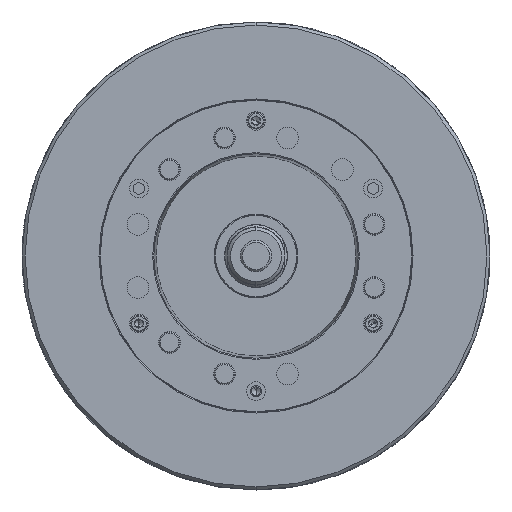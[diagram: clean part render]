
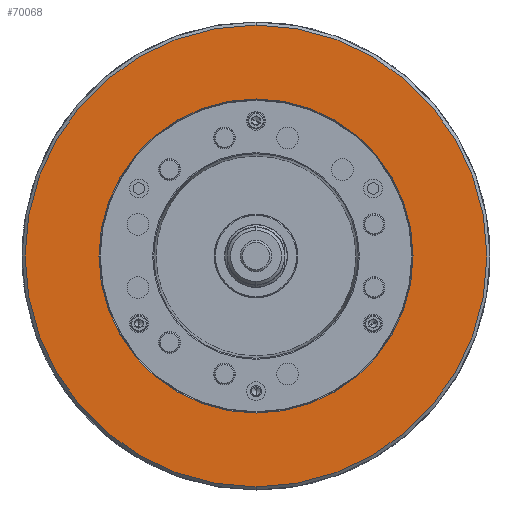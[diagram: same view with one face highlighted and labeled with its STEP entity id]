
A CAD part, left-side view. The second image highlights one B-rep face of the part: STEP entity #70068.
In plain terms, the highlighted planar face has unit normal (-1, 0, 0).
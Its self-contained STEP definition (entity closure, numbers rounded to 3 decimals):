
#2077 = AXIS2_PLACEMENT_3D ( 'NONE', #20546, #50529, #2700 ) ;
#2700 = DIRECTION ( 'NONE',  ( 0., 0., -1. ) ) ;
#4717 = CARTESIAN_POINT ( 'NONE',  ( -116., 0., 222. ) ) ;
#6738 = CARTESIAN_POINT ( 'NONE',  ( -116., 0., 0. ) ) ;
#10600 = EDGE_CURVE ( 'NONE', #22002, #28376, #39294, .T. ) ;
#12186 = DIRECTION ( 'NONE',  ( 0., 0., -1. ) ) ;
#14036 = DIRECTION ( 'NONE',  ( 0., 0., -1. ) ) ;
#14939 = AXIS2_PLACEMENT_3D ( 'NONE', #40959, #75924, #40186 ) ;
#14961 = CIRCLE ( 'NONE', #38682, 222. ) ;
#15809 = FACE_OUTER_BOUND ( 'NONE', #56594, .T. ) ;
#19939 = ORIENTED_EDGE ( 'NONE', *, *, #10600, .F. ) ;
#20546 = CARTESIAN_POINT ( 'NONE',  ( -116., 0., 0. ) ) ;
#22002 = VERTEX_POINT ( 'NONE', #71172 ) ;
#26390 = CARTESIAN_POINT ( 'NONE',  ( -116., 0., -151. ) ) ;
#28376 = VERTEX_POINT ( 'NONE', #4717 ) ;
#28595 = EDGE_CURVE ( 'NONE', #58528, #54321, #41615, .T. ) ;
#36455 = EDGE_LOOP ( 'NONE', ( #72509, #40850 ) ) ;
#37298 = EDGE_CURVE ( 'NONE', #54321, #58528, #50189, .T. ) ;
#38682 = AXIS2_PLACEMENT_3D ( 'NONE', #73667, #61680, #14036 ) ;
#39294 = CIRCLE ( 'NONE', #14939, 222. ) ;
#40186 = DIRECTION ( 'NONE',  ( 0., 0., -1. ) ) ;
#40850 = ORIENTED_EDGE ( 'NONE', *, *, #28595, .T. ) ;
#40959 = CARTESIAN_POINT ( 'NONE',  ( -116., 0., 0. ) ) ;
#41615 = CIRCLE ( 'NONE', #51345, 151. ) ;
#42194 = AXIS2_PLACEMENT_3D ( 'NONE', #53040, #46999, #59280 ) ;
#42339 = EDGE_CURVE ( 'NONE', #28376, #22002, #14961, .T. ) ;
#46999 = DIRECTION ( 'NONE',  ( -1., 0., 0. ) ) ;
#50189 = CIRCLE ( 'NONE', #2077, 151. ) ;
#50529 = DIRECTION ( 'NONE',  ( 1., 0., 0. ) ) ;
#51345 = AXIS2_PLACEMENT_3D ( 'NONE', #6738, #54078, #12186 ) ;
#53040 = CARTESIAN_POINT ( 'NONE',  ( -116., 163., 0. ) ) ;
#54078 = DIRECTION ( 'NONE',  ( 1., 0., 0. ) ) ;
#54321 = VERTEX_POINT ( 'NONE', #55817 ) ;
#55817 = CARTESIAN_POINT ( 'NONE',  ( -116., 0., 151. ) ) ;
#56594 = EDGE_LOOP ( 'NONE', ( #19939, #69830 ) ) ;
#58528 = VERTEX_POINT ( 'NONE', #26390 ) ;
#59280 = DIRECTION ( 'NONE',  ( 0., 0., 1. ) ) ;
#61680 = DIRECTION ( 'NONE',  ( 1., 0., 0. ) ) ;
#64184 = PLANE ( 'NONE',  #42194 ) ;
#68952 = FACE_BOUND ( 'NONE', #36455, .T. ) ;
#69830 = ORIENTED_EDGE ( 'NONE', *, *, #42339, .F. ) ;
#70068 = ADVANCED_FACE ( 'NONE', ( #68952, #15809 ), #64184, .T. ) ;
#71172 = CARTESIAN_POINT ( 'NONE',  ( -116., 0., -222. ) ) ;
#72509 = ORIENTED_EDGE ( 'NONE', *, *, #37298, .T. ) ;
#73667 = CARTESIAN_POINT ( 'NONE',  ( -116., 0., 0. ) ) ;
#75924 = DIRECTION ( 'NONE',  ( 1., 0., 0. ) ) ;
